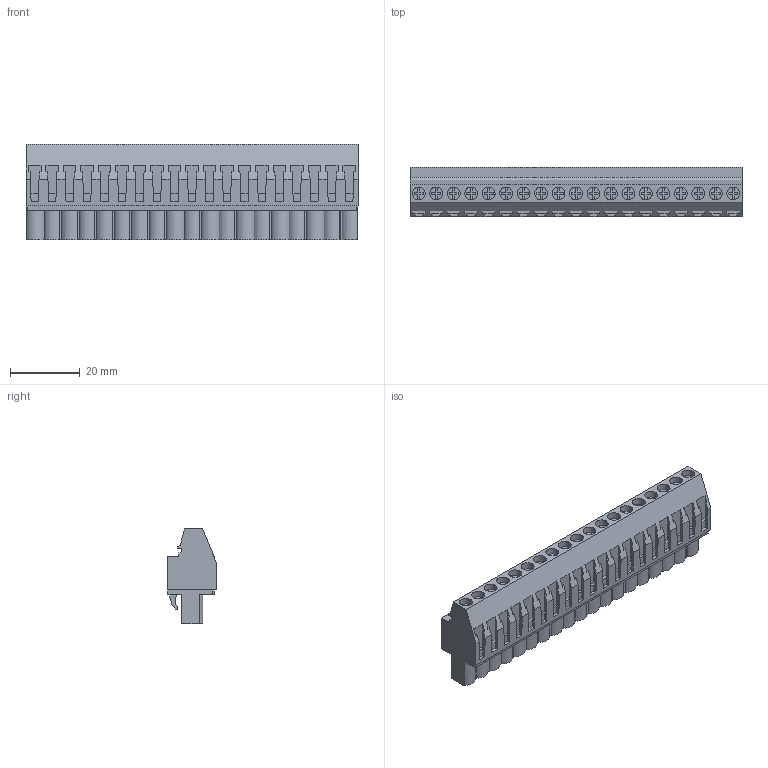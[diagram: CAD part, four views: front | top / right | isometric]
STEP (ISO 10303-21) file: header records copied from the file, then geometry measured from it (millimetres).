
FILE_DESCRIPTION(('CATIA V5 STEP Exchange','CAx-IF Rec.Pracs.--- Model Styling and Organization---1.2---2011-12-15'),'2;1');
FILE_NAME ('D1460409_0_1957880000_1957880000.stp','2017-09-20T13:00:25+00:00',('none'),('Weidmueller'),'CATIA Version 5-6 Release 2014','CATIA V5 STEP AP214','none');
FILE_SCHEMA(('AUTOMOTIVE_DESIGN { 1 0 10303 214 1 1 1 1 }'));
Length unit declared in the file: millimetre
Products named in the file (1): 1957880000
Bounding box: 95 x 14.05 x 27.2 mm (x, y, z)
Volume: 21639.4 mm3; surface area: 12409.7 mm2
Topology: 20 solids, 20 shells, 1190 faces, 3305 edges, 2232 vertices
Faces by surface type: plane 1011, cylinder 169, extrusion 10
Entity records: 34902 total; most frequent: ORIENTED_EDGE 6610, CARTESIAN_POINT 6411, DIRECTION 4603, EDGE_CURVE 3305, VECTOR 2871, LINE 2861, VERTEX_POINT 2232, EDGE_LOOP 1267
